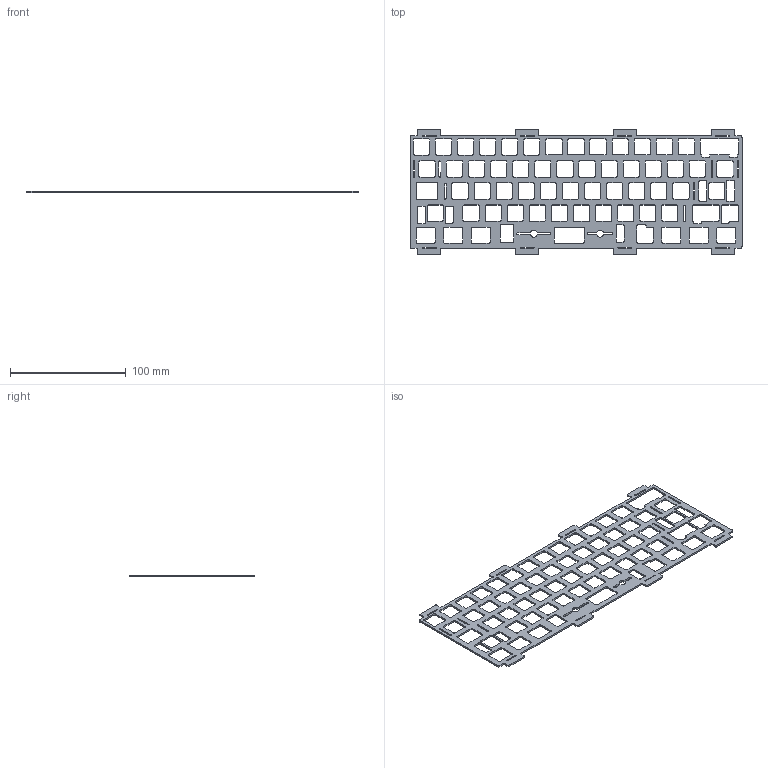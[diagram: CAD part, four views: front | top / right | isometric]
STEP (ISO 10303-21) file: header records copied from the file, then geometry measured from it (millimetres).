
FILE_DESCRIPTION(/* description */ (''),/* implementation_level */ '2;1');
FILE_NAME(/* name */ 'FULL PLATE (60).step',/* time_stamp */ '2023-05-03T17:01:28-04:00',/* author */ (''),/* organization */ (''),/* preprocessor_version */ 'ST-DEVELOPER v19.2',/* originating_system */ 'Autodesk Translation Framework v12.4.0.73',/* authorisation */ '');
FILE_SCHEMA (('AUTOMOTIVE_DESIGN { 1 0 10303 214 3 1 1 }'));
Length unit declared in the file: millimetre
Products named in the file (1): FULL PLATE 60
Bounding box: 286.4 x 108.35 x 1.5 mm (x, y, z)
Volume: 21959.2 mm3; surface area: 37001.1 mm2
Topology: 1 solids, 1 shells, 789 faces, 2361 edges, 1574 vertices
Faces by surface type: plane 401, cylinder 388
Entity records: 27151 total; most frequent: CARTESIAN_POINT 4725, ORIENTED_EDGE 4722, DIRECTION 4717, EDGE_CURVE 2361, LINE 1585, VECTOR 1585, VERTEX_POINT 1574, AXIS2_PLACEMENT_3D 1566
